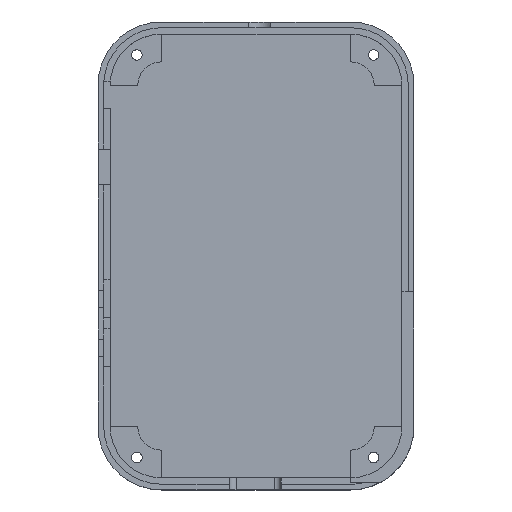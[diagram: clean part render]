
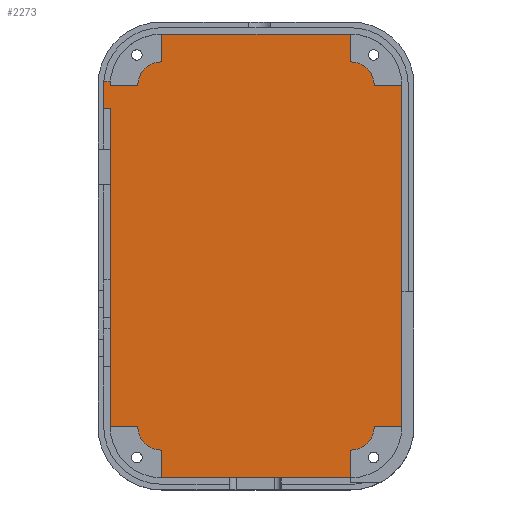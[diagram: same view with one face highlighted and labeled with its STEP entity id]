
A CAD part, top view. The second image highlights one B-rep face of the part: STEP entity #2273.
In plain terms, the highlighted planar face has unit normal (0, 0, 1).
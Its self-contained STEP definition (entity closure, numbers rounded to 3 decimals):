
#1339 = VERTEX_POINT('',#1340);
#1340 = CARTESIAN_POINT('',(-26.4,26.65,1.65));
#1400 = VERTEX_POINT('',#1401);
#1401 = CARTESIAN_POINT('',(-26.4,-30.85,1.65));
#1407 = EDGE_CURVE('',#1339,#1400,#1408,.T.);
#1408 = LINE('',#1409,#1410);
#1409 = CARTESIAN_POINT('',(-26.4,30.85,1.65));
#1410 = VECTOR('',#1411,1.);
#1411 = DIRECTION('',(0.,-1.,0.));
#1573 = VERTEX_POINT('',#1574);
#1574 = CARTESIAN_POINT('',(-26.4,31.55,1.65));
#1582 = EDGE_CURVE('',#1573,#1583,#1585,.T.);
#1583 = VERTEX_POINT('',#1584);
#1584 = CARTESIAN_POINT('',(-27.6,31.55,1.65));
#1585 = LINE('',#1586,#1587);
#1586 = CARTESIAN_POINT('',(-26.4,31.55,1.65));
#1587 = VECTOR('',#1588,1.);
#1588 = DIRECTION('',(-1.,-0.,-0.));
#1615 = VERTEX_POINT('',#1616);
#1616 = CARTESIAN_POINT('',(-27.6,26.65,1.65));
#1622 = EDGE_CURVE('',#1615,#1583,#1623,.T.);
#1623 = LINE('',#1624,#1625);
#1624 = CARTESIAN_POINT('',(-27.6,26.65,1.65));
#1625 = VECTOR('',#1626,1.);
#1626 = DIRECTION('',(0.,1.,0.));
#1641 = EDGE_CURVE('',#1339,#1615,#1642,.T.);
#1642 = LINE('',#1643,#1644);
#1643 = CARTESIAN_POINT('',(-26.4,26.65,1.65));
#1644 = VECTOR('',#1645,1.);
#1645 = DIRECTION('',(-1.,-0.,-0.));
#2224 = VERTEX_POINT('',#2225);
#2225 = CARTESIAN_POINT('',(17.1,-40.15,1.65));
#2231 = EDGE_CURVE('',#2232,#2224,#2234,.T.);
#2232 = VERTEX_POINT('',#2233);
#2233 = CARTESIAN_POINT('',(-17.1,-40.15,1.65));
#2234 = LINE('',#2235,#2236);
#2235 = CARTESIAN_POINT('',(-17.1,-40.15,1.65));
#2236 = VECTOR('',#2237,1.);
#2237 = DIRECTION('',(1.,0.,0.));
#2273 = ADVANCED_FACE('',(#2274),#2401,.T.);
#2274 = FACE_BOUND('',#2275,.T.);
#2275 = EDGE_LOOP('',(#2276,#2286,#2292,#2293,#2294,#2295,#2296,#2304,
    #2313,#2319,#2320,#2328,#2337,#2345,#2353,#2361,#2370,#2378,#2386,
    #2394));
#2276 = ORIENTED_EDGE('',*,*,#2277,.T.);
#2277 = EDGE_CURVE('',#2278,#2280,#2282,.T.);
#2278 = VERTEX_POINT('',#2279);
#2279 = CARTESIAN_POINT('',(-21.4,30.85,1.65));
#2280 = VERTEX_POINT('',#2281);
#2281 = CARTESIAN_POINT('',(-26.4,30.85,1.65));
#2282 = LINE('',#2283,#2284);
#2283 = CARTESIAN_POINT('',(-21.4,30.85,1.65));
#2284 = VECTOR('',#2285,1.);
#2285 = DIRECTION('',(-1.,0.,0.));
#2286 = ORIENTED_EDGE('',*,*,#2287,.T.);
#2287 = EDGE_CURVE('',#2280,#1573,#2288,.T.);
#2288 = LINE('',#2289,#2290);
#2289 = CARTESIAN_POINT('',(-26.4,26.65,1.65));
#2290 = VECTOR('',#2291,1.);
#2291 = DIRECTION('',(0.,1.,0.));
#2292 = ORIENTED_EDGE('',*,*,#1582,.T.);
#2293 = ORIENTED_EDGE('',*,*,#1622,.F.);
#2294 = ORIENTED_EDGE('',*,*,#1641,.F.);
#2295 = ORIENTED_EDGE('',*,*,#1407,.T.);
#2296 = ORIENTED_EDGE('',*,*,#2297,.F.);
#2297 = EDGE_CURVE('',#2298,#1400,#2300,.T.);
#2298 = VERTEX_POINT('',#2299);
#2299 = CARTESIAN_POINT('',(-21.4,-30.85,1.65));
#2300 = LINE('',#2301,#2302);
#2301 = CARTESIAN_POINT('',(-21.4,-30.85,1.65));
#2302 = VECTOR('',#2303,1.);
#2303 = DIRECTION('',(-1.,0.,0.));
#2304 = ORIENTED_EDGE('',*,*,#2305,.T.);
#2305 = EDGE_CURVE('',#2298,#2306,#2308,.T.);
#2306 = VERTEX_POINT('',#2307);
#2307 = CARTESIAN_POINT('',(-17.1,-35.15,1.65));
#2308 = CIRCLE('',#2309,4.3);
#2309 = AXIS2_PLACEMENT_3D('',#2310,#2311,#2312);
#2310 = CARTESIAN_POINT('',(-17.1,-30.85,1.65));
#2311 = DIRECTION('',(0.,0.,1.));
#2312 = DIRECTION('',(1.,0.,0.));
#2313 = ORIENTED_EDGE('',*,*,#2314,.T.);
#2314 = EDGE_CURVE('',#2306,#2232,#2315,.T.);
#2315 = LINE('',#2316,#2317);
#2316 = CARTESIAN_POINT('',(-17.1,-35.15,1.65));
#2317 = VECTOR('',#2318,1.);
#2318 = DIRECTION('',(0.,-1.,0.));
#2319 = ORIENTED_EDGE('',*,*,#2231,.T.);
#2320 = ORIENTED_EDGE('',*,*,#2321,.F.);
#2321 = EDGE_CURVE('',#2322,#2224,#2324,.T.);
#2322 = VERTEX_POINT('',#2323);
#2323 = CARTESIAN_POINT('',(17.1,-35.15,1.65));
#2324 = LINE('',#2325,#2326);
#2325 = CARTESIAN_POINT('',(17.1,-35.15,1.65));
#2326 = VECTOR('',#2327,1.);
#2327 = DIRECTION('',(0.,-1.,0.));
#2328 = ORIENTED_EDGE('',*,*,#2329,.T.);
#2329 = EDGE_CURVE('',#2322,#2330,#2332,.T.);
#2330 = VERTEX_POINT('',#2331);
#2331 = CARTESIAN_POINT('',(21.4,-30.85,1.65));
#2332 = CIRCLE('',#2333,4.3);
#2333 = AXIS2_PLACEMENT_3D('',#2334,#2335,#2336);
#2334 = CARTESIAN_POINT('',(17.1,-30.85,1.65));
#2335 = DIRECTION('',(0.,0.,1.));
#2336 = DIRECTION('',(1.,0.,0.));
#2337 = ORIENTED_EDGE('',*,*,#2338,.T.);
#2338 = EDGE_CURVE('',#2330,#2339,#2341,.T.);
#2339 = VERTEX_POINT('',#2340);
#2340 = CARTESIAN_POINT('',(26.4,-30.85,1.65));
#2341 = LINE('',#2342,#2343);
#2342 = CARTESIAN_POINT('',(21.4,-30.85,1.65));
#2343 = VECTOR('',#2344,1.);
#2344 = DIRECTION('',(1.,0.,0.));
#2345 = ORIENTED_EDGE('',*,*,#2346,.T.);
#2346 = EDGE_CURVE('',#2339,#2347,#2349,.T.);
#2347 = VERTEX_POINT('',#2348);
#2348 = CARTESIAN_POINT('',(26.4,30.85,1.65));
#2349 = LINE('',#2350,#2351);
#2350 = CARTESIAN_POINT('',(26.4,-30.85,1.65));
#2351 = VECTOR('',#2352,1.);
#2352 = DIRECTION('',(0.,1.,0.));
#2353 = ORIENTED_EDGE('',*,*,#2354,.T.);
#2354 = EDGE_CURVE('',#2347,#2355,#2357,.T.);
#2355 = VERTEX_POINT('',#2356);
#2356 = CARTESIAN_POINT('',(21.4,30.85,1.65));
#2357 = LINE('',#2358,#2359);
#2358 = CARTESIAN_POINT('',(26.4,30.85,1.65));
#2359 = VECTOR('',#2360,1.);
#2360 = DIRECTION('',(-1.,0.,0.));
#2361 = ORIENTED_EDGE('',*,*,#2362,.T.);
#2362 = EDGE_CURVE('',#2355,#2363,#2365,.T.);
#2363 = VERTEX_POINT('',#2364);
#2364 = CARTESIAN_POINT('',(17.1,35.15,1.65));
#2365 = CIRCLE('',#2366,4.3);
#2366 = AXIS2_PLACEMENT_3D('',#2367,#2368,#2369);
#2367 = CARTESIAN_POINT('',(17.1,30.85,1.65));
#2368 = DIRECTION('',(0.,0.,1.));
#2369 = DIRECTION('',(1.,0.,0.));
#2370 = ORIENTED_EDGE('',*,*,#2371,.F.);
#2371 = EDGE_CURVE('',#2372,#2363,#2374,.T.);
#2372 = VERTEX_POINT('',#2373);
#2373 = CARTESIAN_POINT('',(17.1,40.15,1.65));
#2374 = LINE('',#2375,#2376);
#2375 = CARTESIAN_POINT('',(17.1,40.15,1.65));
#2376 = VECTOR('',#2377,1.);
#2377 = DIRECTION('',(0.,-1.,0.));
#2378 = ORIENTED_EDGE('',*,*,#2379,.T.);
#2379 = EDGE_CURVE('',#2372,#2380,#2382,.T.);
#2380 = VERTEX_POINT('',#2381);
#2381 = CARTESIAN_POINT('',(-17.1,40.15,1.65));
#2382 = LINE('',#2383,#2384);
#2383 = CARTESIAN_POINT('',(17.1,40.15,1.65));
#2384 = VECTOR('',#2385,1.);
#2385 = DIRECTION('',(-1.,0.,0.));
#2386 = ORIENTED_EDGE('',*,*,#2387,.F.);
#2387 = EDGE_CURVE('',#2388,#2380,#2390,.T.);
#2388 = VERTEX_POINT('',#2389);
#2389 = CARTESIAN_POINT('',(-17.1,35.15,1.65));
#2390 = LINE('',#2391,#2392);
#2391 = CARTESIAN_POINT('',(-17.1,35.15,1.65));
#2392 = VECTOR('',#2393,1.);
#2393 = DIRECTION('',(0.,1.,0.));
#2394 = ORIENTED_EDGE('',*,*,#2395,.T.);
#2395 = EDGE_CURVE('',#2388,#2278,#2396,.T.);
#2396 = CIRCLE('',#2397,4.3);
#2397 = AXIS2_PLACEMENT_3D('',#2398,#2399,#2400);
#2398 = CARTESIAN_POINT('',(-17.1,30.85,1.65));
#2399 = DIRECTION('',(0.,0.,1.));
#2400 = DIRECTION('',(1.,0.,0.));
#2401 = PLANE('',#2402);
#2402 = AXIS2_PLACEMENT_3D('',#2403,#2404,#2405);
#2403 = CARTESIAN_POINT('',(-0.41,0.433,1.65));
#2404 = DIRECTION('',(0.,0.,1.));
#2405 = DIRECTION('',(1.,0.,0.));
